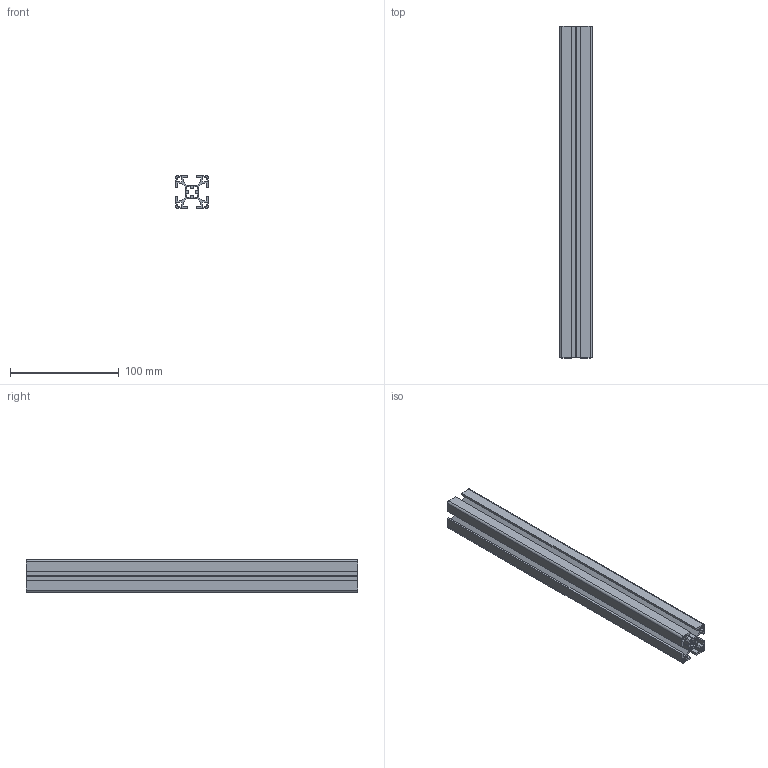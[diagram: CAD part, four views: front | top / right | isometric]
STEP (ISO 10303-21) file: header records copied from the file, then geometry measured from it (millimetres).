
FILE_DESCRIPTION(/* description */ ('3030 Extrusion - 355mm (14in)','CAx-IF Rec.Pracs.---Representation and Presentation of Product Manufacturing Information (PMI)---4.0---2014-10-13'),/* implementation_level */ '2;1');
FILE_NAME(/* name */ 'OSSM - Stand - 3030 Extrusion Base Default_Hardware - OSSM - Stand - 3030 Extrusion Base Default_3030 Extrusion 14in (355mm)_step.stp',/* time_stamp */ '2025-02-03T22:38:38-05:00',/* author */ (''),/* organization */ (''),/* preprocessor_version */ 'ST-DEVELOPER v20',/* originating_system */ 'Autodesk Translation Framework v13.20.0.188',/* authorisation */ '');
FILE_SCHEMA (('AP242_MANAGED_MODEL_BASED_3D_ENGINEERING_MIM_LF { 1 0 10303 442 1 1 4 }'));
Length unit declared in the file: millimetre
Products named in the file (1): 3030 Extrusion - 355mm (14in)
Bounding box: 30 x 304.8 x 30 mm (x, y, z)
Volume: 86223.2 mm3; surface area: 110623.6 mm2
Topology: 1 solids, 1 shells, 214 faces, 636 edges, 424 vertices
Faces by surface type: plane 130, cylinder 84
Entity records: 7248 total; most frequent: CARTESIAN_POINT 1275, ORIENTED_EDGE 1272, DIRECTION 1234, EDGE_CURVE 636, LINE 468, VECTOR 468, VERTEX_POINT 424, AXIS2_PLACEMENT_3D 383
